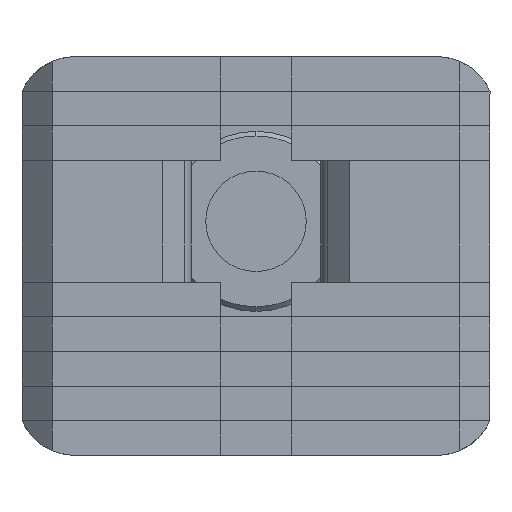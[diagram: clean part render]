
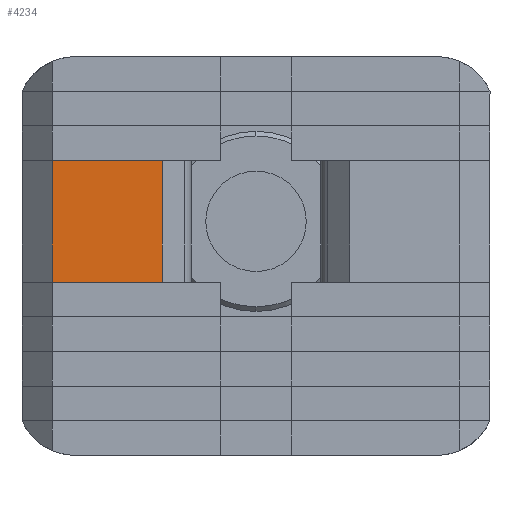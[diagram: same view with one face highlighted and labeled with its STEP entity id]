
A CAD part, front view. The second image highlights one B-rep face of the part: STEP entity #4234.
In plain terms, the highlighted planar face has unit normal (0, -1, 0).
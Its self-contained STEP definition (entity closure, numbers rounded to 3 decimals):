
#196 = LINE ( 'NONE', #2353, #4210 ) ;
#514 = PLANE ( 'NONE',  #3500 ) ;
#525 = VECTOR ( 'NONE', #1170, 1000. ) ;
#637 = CARTESIAN_POINT ( 'NONE',  ( 2.6, -5.5, -8.7 ) ) ;
#937 = VERTEX_POINT ( 'NONE', #2257 ) ;
#1042 = VECTOR ( 'NONE', #2294, 1000. ) ;
#1148 = LINE ( 'NONE', #1466, #2185 ) ;
#1170 = DIRECTION ( 'NONE',  ( 0., 0., 1. ) ) ;
#1240 = LINE ( 'NONE', #3621, #525 ) ;
#1243 = CARTESIAN_POINT ( 'NONE',  ( -2.6, -5.5, -4. ) ) ;
#1466 = CARTESIAN_POINT ( 'NONE',  ( -2.6, -5.5, 0. ) ) ;
#1591 = EDGE_CURVE ( 'NONE', #937, #4221, #196, .T. ) ;
#1875 = DIRECTION ( 'NONE',  ( 0., 0., 1. ) ) ;
#2185 = VECTOR ( 'NONE', #1875, 1000. ) ;
#2198 = DIRECTION ( 'NONE',  ( 0., -1., 0. ) ) ;
#2236 = EDGE_CURVE ( 'NONE', #4353, #4221, #1148, .T. ) ;
#2257 = CARTESIAN_POINT ( 'NONE',  ( 2.6, -5.5, -4. ) ) ;
#2294 = DIRECTION ( 'NONE',  ( 1., 0., 0. ) ) ;
#2353 = CARTESIAN_POINT ( 'NONE',  ( 2.6, -5.5, -4. ) ) ;
#2627 = DIRECTION ( 'NONE',  ( 0., 0., -1. ) ) ;
#2821 = ORIENTED_EDGE ( 'NONE', *, *, #4024, .T. ) ;
#3006 = VERTEX_POINT ( 'NONE', #637 ) ;
#3323 = CARTESIAN_POINT ( 'NONE',  ( 2.6, -5.5, -8.7 ) ) ;
#3326 = CARTESIAN_POINT ( 'NONE',  ( 2.6, -5.5, 0. ) ) ;
#3330 = ORIENTED_EDGE ( 'NONE', *, *, #1591, .T. ) ;
#3500 = AXIS2_PLACEMENT_3D ( 'NONE', #3326, #2198, #2627 ) ;
#3621 = CARTESIAN_POINT ( 'NONE',  ( 2.6, -5.5, 0. ) ) ;
#3641 = DIRECTION ( 'NONE',  ( -1., 0., 0. ) ) ;
#3675 = CARTESIAN_POINT ( 'NONE',  ( -2.6, -5.5, -8.7 ) ) ;
#3902 = EDGE_CURVE ( 'NONE', #4353, #3006, #4333, .T. ) ;
#3963 = FACE_OUTER_BOUND ( 'NONE', #4311, .T. ) ;
#3978 = ORIENTED_EDGE ( 'NONE', *, *, #2236, .F. ) ;
#4024 = EDGE_CURVE ( 'NONE', #3006, #937, #1240, .T. ) ;
#4210 = VECTOR ( 'NONE', #3641, 1000. ) ;
#4221 = VERTEX_POINT ( 'NONE', #1243 ) ;
#4234 = ADVANCED_FACE ( 'NONE', ( #3963 ), #514, .T. ) ;
#4311 = EDGE_LOOP ( 'NONE', ( #3978, #4400, #2821, #3330 ) ) ;
#4333 = LINE ( 'NONE', #3323, #1042 ) ;
#4353 = VERTEX_POINT ( 'NONE', #3675 ) ;
#4400 = ORIENTED_EDGE ( 'NONE', *, *, #3902, .T. ) ;
